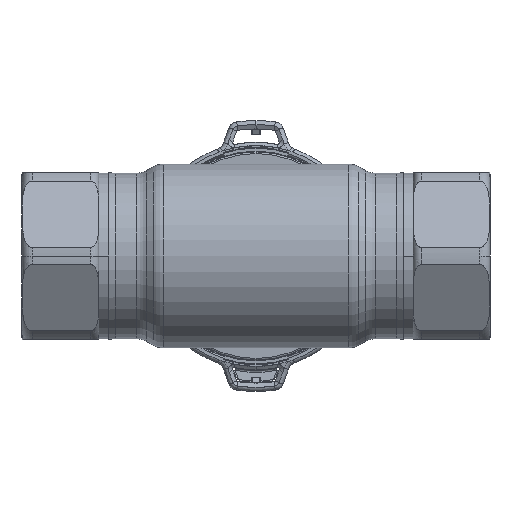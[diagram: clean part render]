
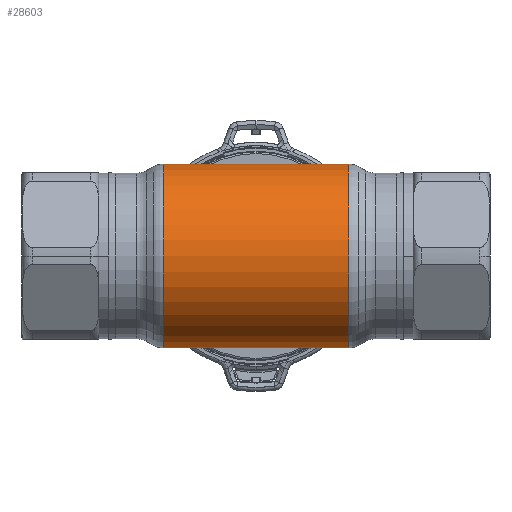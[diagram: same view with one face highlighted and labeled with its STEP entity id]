
A CAD part, front view. The second image highlights one B-rep face of the part: STEP entity #28603.
In plain terms, the highlighted cylindrical face has radius 27.5 mm (diameter 55 mm), a partial arc.
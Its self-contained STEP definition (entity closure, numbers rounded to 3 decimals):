
#1497 = ORIENTED_EDGE ( 'NONE', *, *, #29503, .T. ) ;
#2568 = EDGE_CURVE ( 'NONE', #36110, #4761, #29463, .T. ) ;
#3892 = CARTESIAN_POINT ( 'NONE',  ( 27.785, 0., -27.5 ) ) ;
#4761 = VERTEX_POINT ( 'NONE', #19165 ) ;
#4839 = CARTESIAN_POINT ( 'NONE',  ( -62.69, 0., 27.5 ) ) ;
#5011 = EDGE_LOOP ( 'NONE', ( #34277, #21377, #1497, #22799 ) ) ;
#6465 = VERTEX_POINT ( 'NONE', #31311 ) ;
#11376 = FACE_OUTER_BOUND ( 'NONE', #5011, .T. ) ;
#11686 = AXIS2_PLACEMENT_3D ( 'NONE', #32345, #14543, #23804 ) ;
#12820 = EDGE_CURVE ( 'NONE', #30330, #36110, #32732, .T. ) ;
#13055 = DIRECTION ( 'NONE',  ( 0., 0., 1. ) ) ;
#13963 = DIRECTION ( 'NONE',  ( -1., 0., 0. ) ) ;
#14543 = DIRECTION ( 'NONE',  ( -1., 0., 0. ) ) ;
#16357 = DIRECTION ( 'NONE',  ( 0., 0., 1. ) ) ;
#16738 = CARTESIAN_POINT ( 'NONE',  ( -62.69, 0., -27.5 ) ) ;
#18666 = EDGE_CURVE ( 'NONE', #30330, #6465, #29138, .T. ) ;
#19165 = CARTESIAN_POINT ( 'NONE',  ( -27.785, 0., 27.5 ) ) ;
#19217 = VECTOR ( 'NONE', #28920, 1000. ) ;
#20280 = CYLINDRICAL_SURFACE ( 'NONE', #11686, 27.5 ) ;
#21377 = ORIENTED_EDGE ( 'NONE', *, *, #18666, .T. ) ;
#22281 = CARTESIAN_POINT ( 'NONE',  ( 27.785, 0., 0. ) ) ;
#22799 = ORIENTED_EDGE ( 'NONE', *, *, #2568, .F. ) ;
#23275 = VECTOR ( 'NONE', #13963, 1000. ) ;
#23804 = DIRECTION ( 'NONE',  ( 0., 0., 1. ) ) ;
#24884 = DIRECTION ( 'NONE',  ( -1., 0., 0. ) ) ;
#25350 = AXIS2_PLACEMENT_3D ( 'NONE', #22281, #25807, #16357 ) ;
#25807 = DIRECTION ( 'NONE',  ( -1., 0., 0. ) ) ;
#28603 = ADVANCED_FACE ( 'NONE', ( #11376 ), #20280, .T. ) ;
#28920 = DIRECTION ( 'NONE',  ( -1., 0., 0. ) ) ;
#29138 = CIRCLE ( 'NONE', #25350, 27.5 ) ;
#29463 = CIRCLE ( 'NONE', #34558, 27.5 ) ;
#29503 = EDGE_CURVE ( 'NONE', #6465, #4761, #37482, .T. ) ;
#30330 = VERTEX_POINT ( 'NONE', #3892 ) ;
#31311 = CARTESIAN_POINT ( 'NONE',  ( 27.785, 0., 27.5 ) ) ;
#32345 = CARTESIAN_POINT ( 'NONE',  ( -62.69, 0., 0. ) ) ;
#32732 = LINE ( 'NONE', #16738, #23275 ) ;
#33439 = CARTESIAN_POINT ( 'NONE',  ( -27.785, 0., 0. ) ) ;
#34277 = ORIENTED_EDGE ( 'NONE', *, *, #12820, .F. ) ;
#34558 = AXIS2_PLACEMENT_3D ( 'NONE', #33439, #24884, #13055 ) ;
#36110 = VERTEX_POINT ( 'NONE', #38339 ) ;
#37482 = LINE ( 'NONE', #4839, #19217 ) ;
#38339 = CARTESIAN_POINT ( 'NONE',  ( -27.785, 0., -27.5 ) ) ;
